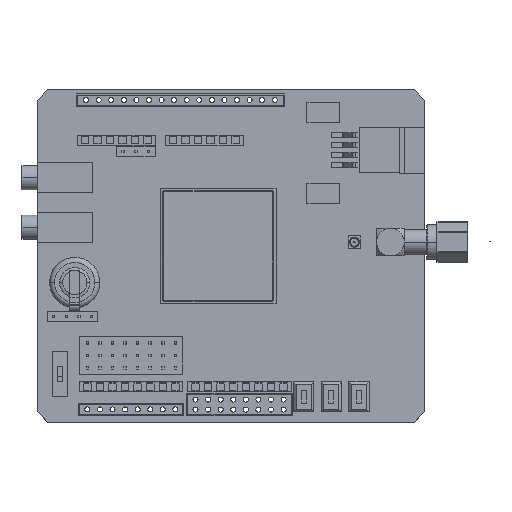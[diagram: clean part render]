
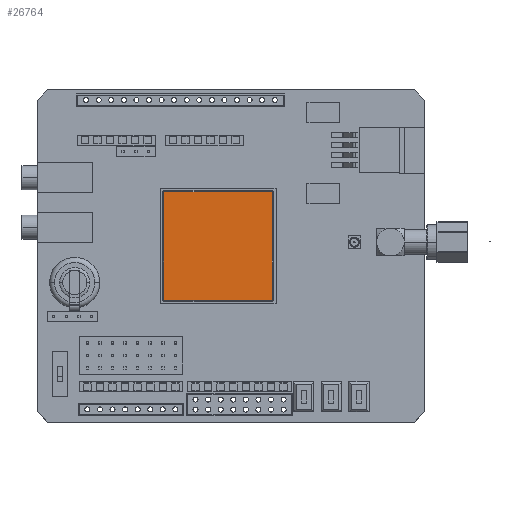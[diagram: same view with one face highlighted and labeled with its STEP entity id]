
A CAD part, top view. The second image highlights one B-rep face of the part: STEP entity #26764.
In plain terms, the highlighted planar face has unit normal (0, 0, 1).
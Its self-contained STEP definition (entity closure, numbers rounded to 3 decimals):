
#861=PLANE('',#30080);
#3993=LINE('',#45988,#7924);
#3994=LINE('',#45990,#7925);
#3995=LINE('',#45992,#7926);
#3996=LINE('',#45993,#7927);
#7924=VECTOR('',#35453,21.6);
#7925=VECTOR('',#35454,21.6);
#7926=VECTOR('',#35455,21.6);
#7927=VECTOR('',#35456,21.6);
#10779=FACE_OUTER_BOUND('',#11977,.T.);
#11977=EDGE_LOOP('',(#24908,#24909,#24910,#24911));
#16019=VERTEX_POINT('',#45986);
#16020=VERTEX_POINT('',#45987);
#16021=VERTEX_POINT('',#45989);
#16022=VERTEX_POINT('',#45991);
#20463=EDGE_CURVE('',#16019,#16020,#3993,.T.);
#20464=EDGE_CURVE('',#16020,#16021,#3994,.T.);
#20465=EDGE_CURVE('',#16021,#16022,#3995,.T.);
#20466=EDGE_CURVE('',#16022,#16019,#3996,.T.);
#24908=ORIENTED_EDGE('',*,*,#20463,.T.);
#24909=ORIENTED_EDGE('',*,*,#20464,.T.);
#24910=ORIENTED_EDGE('',*,*,#20465,.T.);
#24911=ORIENTED_EDGE('',*,*,#20466,.T.);
#26764=ADVANCED_FACE('',(#10779),#861,.T.);
#30080=AXIS2_PLACEMENT_3D('',#45985,#35451,#35452);
#35451=DIRECTION('center_axis',(0.,0.,1.));
#35452=DIRECTION('ref_axis',(1.,0.,0.));
#35453=DIRECTION('',(0.,1.,0.));
#35454=DIRECTION('',(-1.,0.,0.));
#35455=DIRECTION('',(0.,-1.,0.));
#35456=DIRECTION('',(1.,0.,0.));
#45985=CARTESIAN_POINT('Origin',(-2.5,-8.8,4.5));
#45986=CARTESIAN_POINT('',(8.3,-8.8,4.5));
#45987=CARTESIAN_POINT('',(8.3,12.8,4.5));
#45988=CARTESIAN_POINT('',(8.3,-8.8,4.5));
#45989=CARTESIAN_POINT('',(-13.3,12.8,4.5));
#45990=CARTESIAN_POINT('',(8.3,12.8,4.5));
#45991=CARTESIAN_POINT('',(-13.3,-8.8,4.5));
#45992=CARTESIAN_POINT('',(-13.3,12.8,4.5));
#45993=CARTESIAN_POINT('',(-13.3,-8.8,4.5));
